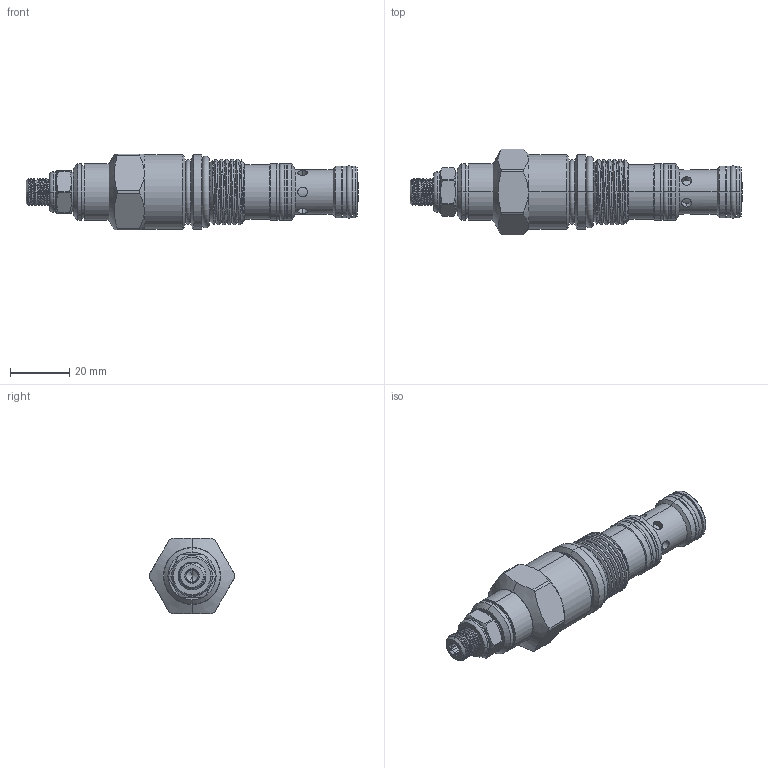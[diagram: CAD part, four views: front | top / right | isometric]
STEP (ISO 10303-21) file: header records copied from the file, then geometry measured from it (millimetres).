
FILE_DESCRIPTION (( 'STEP AP203' ), '1' );
FILE_NAME ('CA10WB3C-L.STEP', '2020-03-18T03:17:22', ( '' ), ( '' ), 'SwSTEP 2.0', 'SolidWorks 2018', '' );
FILE_SCHEMA (( 'CONFIG_CONTROL_DESIGN' ));
Length unit declared in the file: millimetre
Products named in the file (1): CA10WB3C-L
Bounding box: 111.68 x 28.8 x 25.4 mm (x, y, z)
Volume: 34239.1 mm3; surface area: 10596 mm2
Topology: 2 solids, 4 shells, 290 faces, 679 edges, 423 vertices
Faces by surface type: cylinder 137, plane 61, cone 44, torus 38, bspline 9, sphere 1
Entity records: 15996 total; most frequent: CARTESIAN_POINT 9471, ORIENTED_EDGE 1350, DIRECTION 1349, EDGE_CURVE 675, AXIS2_PLACEMENT_3D 569, VERTEX_POINT 422, EDGE_LOOP 323, ADVANCED_FACE 290
